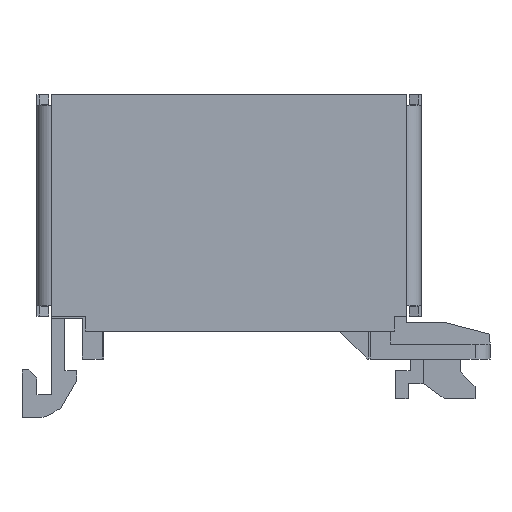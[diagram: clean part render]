
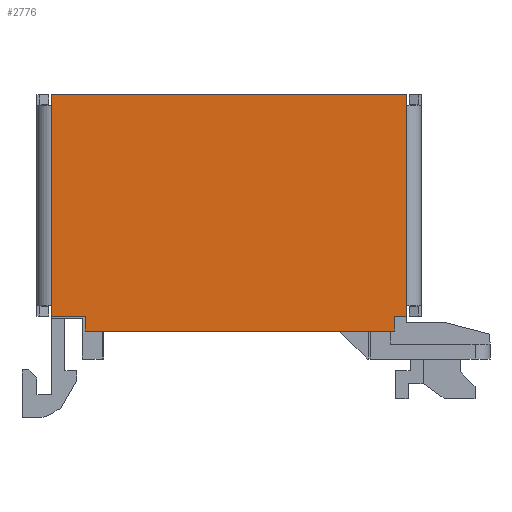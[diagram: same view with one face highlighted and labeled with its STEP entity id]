
A CAD part, left-side view. The second image highlights one B-rep face of the part: STEP entity #2776.
In plain terms, the highlighted planar face has unit normal (-1, 0, 0).
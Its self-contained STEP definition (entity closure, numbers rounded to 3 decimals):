
#2722=AXIS2_PLACEMENT_3D('Plane Axis2P3D',#2719,#2720,#2721) ;
#49=CARTESIAN_POINT('Vertex',(0.,43.9,11.194)) ;
#52=CARTESIAN_POINT('Line Origine',(0.,43.9,21.244)) ;
#56=CARTESIAN_POINT('Vertex',(0.,43.9,31.294)) ;
#211=CARTESIAN_POINT('Vertex',(0.,8.4,31.294)) ;
#245=CARTESIAN_POINT('Vertex',(0.,8.4,11.194)) ;
#266=CARTESIAN_POINT('Line Origine',(0.,8.4,21.244)) ;
#1620=CARTESIAN_POINT('Vertex',(0.,40.55,10.144)) ;
#1623=CARTESIAN_POINT('Line Origine',(0.,42.225,10.144)) ;
#1627=CARTESIAN_POINT('Vertex',(0.,43.9,10.144)) ;
#1654=CARTESIAN_POINT('Line Origine',(0.,43.9,31.819)) ;
#1658=CARTESIAN_POINT('Vertex',(0.,43.9,32.344)) ;
#1834=CARTESIAN_POINT('Line Origine',(0.,43.9,10.669)) ;
#2703=CARTESIAN_POINT('Vertex',(0.,40.55,8.644)) ;
#2706=CARTESIAN_POINT('Line Origine',(0.,40.55,9.394)) ;
#2719=CARTESIAN_POINT('Axis2P3D Location',(0.,26.15,20.494)) ;
#2724=CARTESIAN_POINT('Line Origine',(0.,25.05,8.644)) ;
#2728=CARTESIAN_POINT('Vertex',(0.,9.55,8.644)) ;
#2731=CARTESIAN_POINT('Line Origine',(0.,9.55,9.394)) ;
#2735=CARTESIAN_POINT('Vertex',(0.,9.55,10.144)) ;
#2738=CARTESIAN_POINT('Line Origine',(0.,8.975,10.144)) ;
#2742=CARTESIAN_POINT('Vertex',(0.,8.4,10.144)) ;
#2745=CARTESIAN_POINT('Line Origine',(0.,8.4,10.669)) ;
#2750=CARTESIAN_POINT('Line Origine',(0.,8.4,31.819)) ;
#2754=CARTESIAN_POINT('Vertex',(0.,8.4,32.344)) ;
#2757=CARTESIAN_POINT('Line Origine',(0.,26.15,32.344)) ;
#53=DIRECTION('Vector Direction',(0.,0.,1.)) ;
#267=DIRECTION('Vector Direction',(0.,0.,1.)) ;
#1624=DIRECTION('Vector Direction',(0.,-1.,0.)) ;
#1655=DIRECTION('Vector Direction',(0.,0.,-1.)) ;
#1835=DIRECTION('Vector Direction',(0.,0.,-1.)) ;
#2707=DIRECTION('Vector Direction',(0.,0.,1.)) ;
#2720=DIRECTION('Axis2P3D Direction',(-1.,0.,0.)) ;
#2721=DIRECTION('Axis2P3D XDirection',(0.,0.,1.)) ;
#2725=DIRECTION('Vector Direction',(0.,-1.,0.)) ;
#2732=DIRECTION('Vector Direction',(0.,0.,1.)) ;
#2739=DIRECTION('Vector Direction',(0.,1.,0.)) ;
#2746=DIRECTION('Vector Direction',(0.,0.,-1.)) ;
#2751=DIRECTION('Vector Direction',(0.,0.,-1.)) ;
#2758=DIRECTION('Vector Direction',(0.,-1.,0.)) ;
#54=VECTOR('Line Direction',#53,1.) ;
#268=VECTOR('Line Direction',#267,1.) ;
#1625=VECTOR('Line Direction',#1624,1.) ;
#1656=VECTOR('Line Direction',#1655,1.) ;
#1836=VECTOR('Line Direction',#1835,1.) ;
#2708=VECTOR('Line Direction',#2707,1.) ;
#2726=VECTOR('Line Direction',#2725,1.) ;
#2733=VECTOR('Line Direction',#2732,1.) ;
#2740=VECTOR('Line Direction',#2739,1.) ;
#2747=VECTOR('Line Direction',#2746,1.) ;
#2752=VECTOR('Line Direction',#2751,1.) ;
#2759=VECTOR('Line Direction',#2758,1.) ;
#2763=ORIENTED_EDGE('',*,*,#1660,.F.) ;
#2764=ORIENTED_EDGE('',*,*,#58,.F.) ;
#2765=ORIENTED_EDGE('',*,*,#1838,.F.) ;
#2766=ORIENTED_EDGE('',*,*,#1629,.F.) ;
#2767=ORIENTED_EDGE('',*,*,#2710,.F.) ;
#2768=ORIENTED_EDGE('',*,*,#2730,.F.) ;
#2769=ORIENTED_EDGE('',*,*,#2737,.T.) ;
#2770=ORIENTED_EDGE('',*,*,#2744,.T.) ;
#2771=ORIENTED_EDGE('',*,*,#2749,.F.) ;
#2772=ORIENTED_EDGE('',*,*,#270,.F.) ;
#2773=ORIENTED_EDGE('',*,*,#2756,.F.) ;
#2774=ORIENTED_EDGE('',*,*,#2761,.T.) ;
#2776=ADVANCED_FACE('Hauptk\X2\00F6\X0\rper',(#2775),#2723,.T.) ;
#58=EDGE_CURVE('',#50,#57,#55,.T.) ;
#270=EDGE_CURVE('',#212,#246,#269,.F.) ;
#1629=EDGE_CURVE('',#1621,#1628,#1626,.F.) ;
#1660=EDGE_CURVE('',#57,#1659,#1657,.F.) ;
#1838=EDGE_CURVE('',#1628,#50,#1837,.F.) ;
#2710=EDGE_CURVE('',#2704,#1621,#2709,.T.) ;
#2730=EDGE_CURVE('',#2729,#2704,#2727,.F.) ;
#2737=EDGE_CURVE('',#2729,#2736,#2734,.T.) ;
#2744=EDGE_CURVE('',#2736,#2743,#2741,.F.) ;
#2749=EDGE_CURVE('',#246,#2743,#2748,.T.) ;
#2756=EDGE_CURVE('',#2755,#212,#2753,.T.) ;
#2761=EDGE_CURVE('',#2755,#1659,#2760,.F.) ;
#2762=EDGE_LOOP('',(#2763,#2764,#2765,#2766,#2767,#2768,#2769,#2770,#2771,#2772,#2773,#2774)) ;
#2775=FACE_OUTER_BOUND('',#2762,.T.) ;
#55=LINE('Line',#52,#54) ;
#269=LINE('Line',#266,#268) ;
#1626=LINE('Line',#1623,#1625) ;
#1657=LINE('Line',#1654,#1656) ;
#1837=LINE('Line',#1834,#1836) ;
#2709=LINE('Line',#2706,#2708) ;
#2727=LINE('Line',#2724,#2726) ;
#2734=LINE('Line',#2731,#2733) ;
#2741=LINE('Line',#2738,#2740) ;
#2748=LINE('Line',#2745,#2747) ;
#2753=LINE('Line',#2750,#2752) ;
#2760=LINE('Line',#2757,#2759) ;
#2723=PLANE('',#2722) ;
#50=VERTEX_POINT('',#49) ;
#57=VERTEX_POINT('',#56) ;
#212=VERTEX_POINT('',#211) ;
#246=VERTEX_POINT('',#245) ;
#1621=VERTEX_POINT('',#1620) ;
#1628=VERTEX_POINT('',#1627) ;
#1659=VERTEX_POINT('',#1658) ;
#2704=VERTEX_POINT('',#2703) ;
#2729=VERTEX_POINT('',#2728) ;
#2736=VERTEX_POINT('',#2735) ;
#2743=VERTEX_POINT('',#2742) ;
#2755=VERTEX_POINT('',#2754) ;
